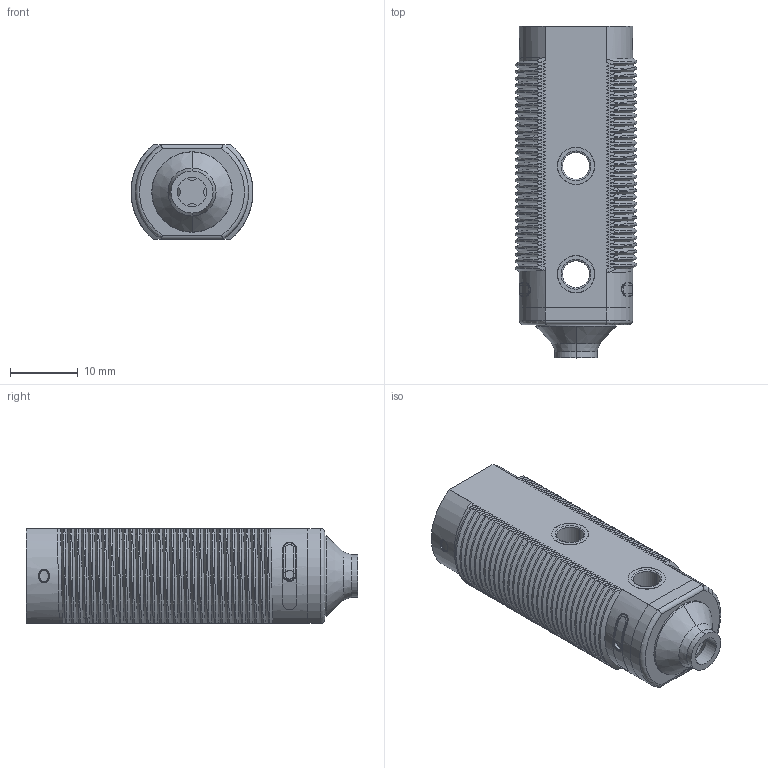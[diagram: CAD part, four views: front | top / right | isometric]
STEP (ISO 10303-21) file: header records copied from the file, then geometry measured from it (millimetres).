
FILE_DESCRIPTION((''),'2;1');
FILE_NAME('DISORIC_ASM','2013-11-04T',('DESSEN.CHEN'),(''),'PRO/ENGINEER BY PARAMETRIC TECHNOLOGY CORPORATION, 2010280','PRO/ENGINEER BY PARAMETRIC TECHNOLOGY CORPORATION, 2010280','');
FILE_SCHEMA(('CONFIG_CONTROL_DESIGN'));
Products named in the file (6): BODY; PCB; TUBE; SCREW-SIEMENS; SHELL; DISORIC_ASM
Assembly tree (6 placements, depth 2):
  DISORIC_ASM
    BODY
    PCB
    TUBE  x2
    SCREW-SIEMENS
    SHELL
Bounding box: 18 x 49 x 14 mm (x, y, z)
Volume: 3191.8 mm3; surface area: 15959.2 mm2
Topology: 13 solids, 21 shells, 714 faces, 2359 edges, 1698 vertices
Faces by surface type: plane 300, cylinder 205, bspline 152, torus 24, cone 15, sphere 12, extrusion 6
Entity records: 67119 total; most frequent: CARTESIAN_POINT 48417, ORIENTED_EDGE 4198, DIRECTION 2970, EDGE_CURVE 2335, VERTEX_POINT 1686, VECTOR 1062, LINE 1056, AXIS2_PLACEMENT_3D 954
